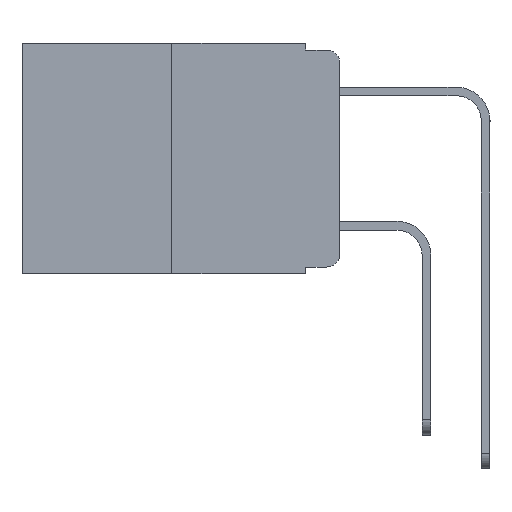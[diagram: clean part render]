
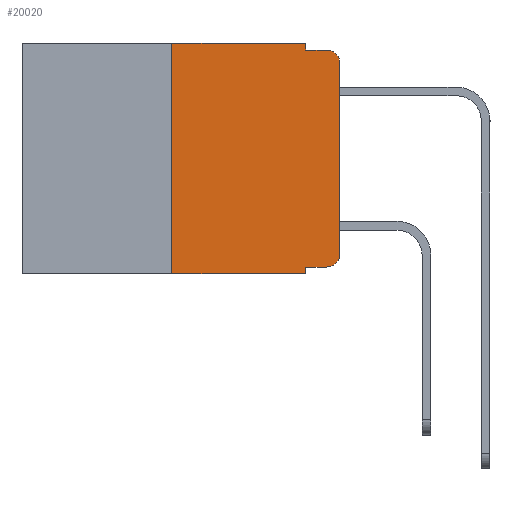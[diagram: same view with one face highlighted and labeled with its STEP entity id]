
A CAD part, left-side view. The second image highlights one B-rep face of the part: STEP entity #20020.
In plain terms, the highlighted planar face has unit normal (-1, 0, 0).
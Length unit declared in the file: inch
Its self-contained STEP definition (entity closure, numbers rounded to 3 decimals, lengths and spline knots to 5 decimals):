
#206 = LINE ( 'NONE', #23649, #9730 ) ;
#489 = ORIENTED_EDGE ( 'NONE', *, *, #5435, .T. ) ;
#505 = DIRECTION ( 'NONE',  ( 0., -1., 0. ) ) ;
#791 = LINE ( 'NONE', #2394, #10284 ) ;
#1110 = LINE ( 'NONE', #24133, #11761 ) ;
#1607 = FACE_OUTER_BOUND ( 'NONE', #18067, .T. ) ;
#2112 = EDGE_CURVE ( 'NONE', #11993, #5779, #15698, .T. ) ;
#2394 = CARTESIAN_POINT ( 'NONE',  ( 0., 0.051, -0.01 ) ) ;
#2687 = DIRECTION ( 'NONE',  ( 0., 0., 1. ) ) ;
#2688 = EDGE_CURVE ( 'NONE', #4330, #17141, #7117, .T. ) ;
#2960 = ORIENTED_EDGE ( 'NONE', *, *, #12478, .T. ) ;
#3027 = VERTEX_POINT ( 'NONE', #16720 ) ;
#3194 = DIRECTION ( 'NONE',  ( 0., 0., 1. ) ) ;
#3991 = LINE ( 'NONE', #6680, #8456 ) ;
#4057 = ORIENTED_EDGE ( 'NONE', *, *, #2688, .F. ) ;
#4307 = DIRECTION ( 'NONE',  ( 1., 0., 0. ) ) ;
#4330 = VERTEX_POINT ( 'NONE', #14891 ) ;
#4971 = CARTESIAN_POINT ( 'NONE',  ( 0., 0.25, -0.343 ) ) ;
#5337 = CARTESIAN_POINT ( 'NONE',  ( 0., 0.25, 0. ) ) ;
#5435 = EDGE_CURVE ( 'NONE', #4330, #6912, #19906, .T. ) ;
#5701 = ORIENTED_EDGE ( 'NONE', *, *, #18127, .F. ) ;
#5779 = VERTEX_POINT ( 'NONE', #5337 ) ;
#5832 = EDGE_CURVE ( 'NONE', #11993, #17141, #1110, .T. ) ;
#6091 = EDGE_CURVE ( 'NONE', #3027, #12741, #791, .T. ) ;
#6155 = PLANE ( 'NONE',  #13945 ) ;
#6229 = CIRCLE ( 'NONE', #13984, 0.02 ) ;
#6243 = DIRECTION ( 'NONE',  ( 0., -1., 0. ) ) ;
#6518 = VECTOR ( 'NONE', #21313, 39.37008 ) ;
#6680 = CARTESIAN_POINT ( 'NONE',  ( 0., 0.051, 0. ) ) ;
#6742 = VERTEX_POINT ( 'NONE', #21188 ) ;
#6820 = LINE ( 'NONE', #13925, #21657 ) ;
#6912 = VERTEX_POINT ( 'NONE', #10555 ) ;
#7117 = LINE ( 'NONE', #12069, #6518 ) ;
#8171 = VERTEX_POINT ( 'NONE', #12705 ) ;
#8456 = VECTOR ( 'NONE', #12320, 39.37008 ) ;
#9730 = VECTOR ( 'NONE', #16164, 39.37008 ) ;
#9907 = DIRECTION ( 'NONE',  ( -1., 0., 0. ) ) ;
#10284 = VECTOR ( 'NONE', #6243, 39.37008 ) ;
#10330 = DIRECTION ( 'NONE',  ( -1., 0., 0. ) ) ;
#10555 = CARTESIAN_POINT ( 'NONE',  ( 0., 0.02, -0.333 ) ) ;
#11458 = CARTESIAN_POINT ( 'NONE',  ( 0., 0.051, -0.343 ) ) ;
#11761 = VECTOR ( 'NONE', #13027, 39.37008 ) ;
#11993 = VERTEX_POINT ( 'NONE', #4971 ) ;
#12069 = CARTESIAN_POINT ( 'NONE',  ( 0., 0.051, 0. ) ) ;
#12320 = DIRECTION ( 'NONE',  ( 0., 0., -1. ) ) ;
#12478 = EDGE_CURVE ( 'NONE', #8171, #14652, #6820, .T. ) ;
#12705 = CARTESIAN_POINT ( 'NONE',  ( 0., 0., -0.313 ) ) ;
#12741 = VERTEX_POINT ( 'NONE', #16594 ) ;
#13027 = DIRECTION ( 'NONE',  ( 0., -1., 0. ) ) ;
#13127 = CARTESIAN_POINT ( 'NONE',  ( 0., 0., -0.03 ) ) ;
#13138 = ORIENTED_EDGE ( 'NONE', *, *, #2112, .F. ) ;
#13670 = ORIENTED_EDGE ( 'NONE', *, *, #22594, .T. ) ;
#13786 = VECTOR ( 'NONE', #505, 39.37008 ) ;
#13925 = CARTESIAN_POINT ( 'NONE',  ( 0., 0., 0. ) ) ;
#13945 = AXIS2_PLACEMENT_3D ( 'NONE', #15502, #4307, #17358 ) ;
#13984 = AXIS2_PLACEMENT_3D ( 'NONE', #21021, #9907, #22871 ) ;
#14652 = VERTEX_POINT ( 'NONE', #13127 ) ;
#14795 = CIRCLE ( 'NONE', #22282, 0.02 ) ;
#14891 = CARTESIAN_POINT ( 'NONE',  ( 0., 0.051, -0.333 ) ) ;
#15003 = EDGE_CURVE ( 'NONE', #6742, #3027, #3991, .T. ) ;
#15502 = CARTESIAN_POINT ( 'NONE',  ( 0., 0.473, 0. ) ) ;
#15614 = EDGE_CURVE ( 'NONE', #6912, #8171, #14795, .T. ) ;
#15698 = LINE ( 'NONE', #16280, #18178 ) ;
#16164 = DIRECTION ( 'NONE',  ( 0., -1., 0. ) ) ;
#16217 = ORIENTED_EDGE ( 'NONE', *, *, #6091, .F. ) ;
#16280 = CARTESIAN_POINT ( 'NONE',  ( 0., 0.25, 0. ) ) ;
#16594 = CARTESIAN_POINT ( 'NONE',  ( 0., 0.02, -0.01 ) ) ;
#16720 = CARTESIAN_POINT ( 'NONE',  ( 0., 0.051, -0.01 ) ) ;
#17141 = VERTEX_POINT ( 'NONE', #11458 ) ;
#17358 = DIRECTION ( 'NONE',  ( 0., 0., -1. ) ) ;
#18067 = EDGE_LOOP ( 'NONE', ( #2960, #13670, #16217, #22931, #5701, #13138, #24162, #4057, #489, #21680 ) ) ;
#18127 = EDGE_CURVE ( 'NONE', #5779, #6742, #206, .T. ) ;
#18178 = VECTOR ( 'NONE', #3194, 39.37008 ) ;
#19214 = CARTESIAN_POINT ( 'NONE',  ( 0., 0.051, -0.333 ) ) ;
#19906 = LINE ( 'NONE', #19214, #13786 ) ;
#20020 = ADVANCED_FACE ( 'NONE', ( #1607 ), #6155, .F. ) ;
#21021 = CARTESIAN_POINT ( 'NONE',  ( 0., 0.02, -0.03 ) ) ;
#21188 = CARTESIAN_POINT ( 'NONE',  ( 0., 0.051, 0. ) ) ;
#21313 = DIRECTION ( 'NONE',  ( 0., 0., -1. ) ) ;
#21449 = CARTESIAN_POINT ( 'NONE',  ( 0., 0.02, -0.313 ) ) ;
#21657 = VECTOR ( 'NONE', #2687, 39.37008 ) ;
#21680 = ORIENTED_EDGE ( 'NONE', *, *, #15614, .T. ) ;
#22282 = AXIS2_PLACEMENT_3D ( 'NONE', #21449, #10330, #23322 ) ;
#22594 = EDGE_CURVE ( 'NONE', #14652, #12741, #6229, .T. ) ;
#22871 = DIRECTION ( 'NONE',  ( 0., 0., -1. ) ) ;
#22931 = ORIENTED_EDGE ( 'NONE', *, *, #15003, .F. ) ;
#23322 = DIRECTION ( 'NONE',  ( 0., 0., -1. ) ) ;
#23649 = CARTESIAN_POINT ( 'NONE',  ( 0., 0.473, 0. ) ) ;
#24133 = CARTESIAN_POINT ( 'NONE',  ( 0., 0.473, -0.343 ) ) ;
#24162 = ORIENTED_EDGE ( 'NONE', *, *, #5832, .T. ) ;
